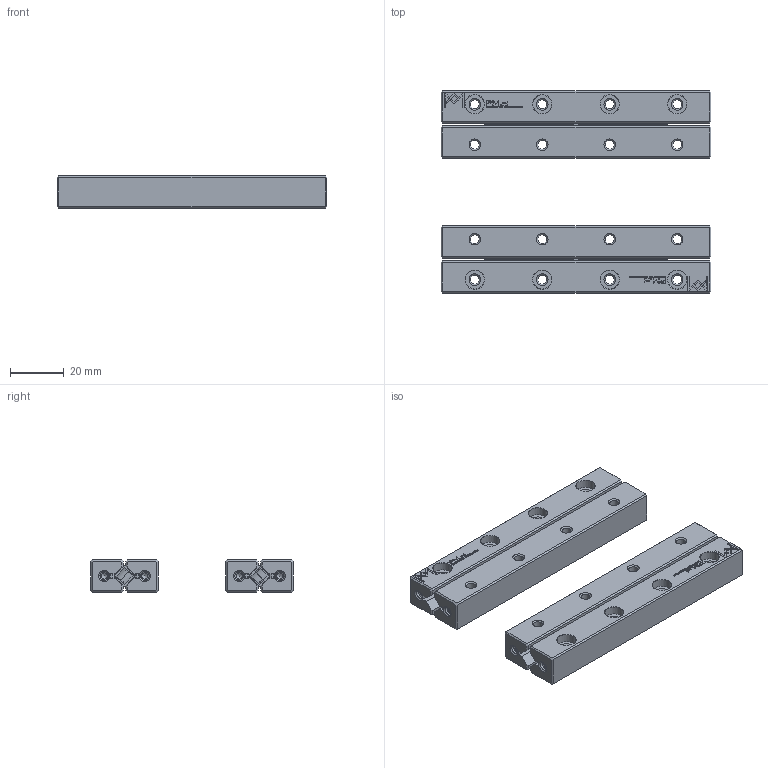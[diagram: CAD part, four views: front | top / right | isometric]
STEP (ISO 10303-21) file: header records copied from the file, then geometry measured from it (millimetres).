
FILE_DESCRIPTION(/* description */ (''),/* implementation_level */ '2;1');
FILE_NAME(/* name */ 'Set RNG-6100x8KRE-ACC_stp.stp',/* time_stamp */ '2025-05-07T16:30:06+02:00',/* author */ (''),/* organization */ (''),/* preprocessor_version */ 'ST-DEVELOPER v16.7',/* originating_system */ 'SIEMENS PLM Software NX 12.0',/* authorisation */ '');
FILE_SCHEMA (('AUTOMOTIVE_DESIGN { 1 0 10303 214 3 1 1 1 }'));
Products named in the file (1): Set RNG-6100x8KRE-ACC_stp
Bounding box: 100 x 75 x 12 mm (x, y, z)
Volume: 51289.2 mm3; surface area: 34107.8 mm2
Topology: 32 solids, 32 shells, 3765 faces, 10392 edges, 6867 vertices
Faces by surface type: plane 2468, cylinder 564, bspline 424, cone 148, extrusion 124, torus 37
Full cylindrical faces by diameter (mm): 0.8 x80, 2 x8, 2.26 x8, 3.2 x8, 3.3 x16, 4 x16, 6 x16, 7 x16
Entity records: 133778 total; most frequent: CARTESIAN_POINT 33817, ORIENTED_EDGE 20016, DIRECTION 16418, EDGE_CURVE 10008, VECTOR 7488, LINE 7364, VERTEX_POINT 6812, AXIS2_PLACEMENT_3D 4465
